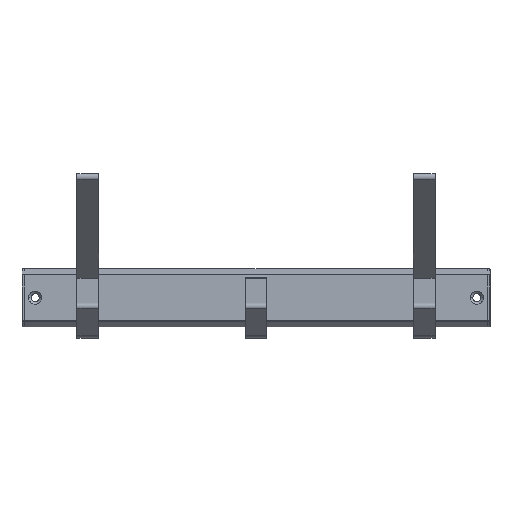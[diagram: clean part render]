
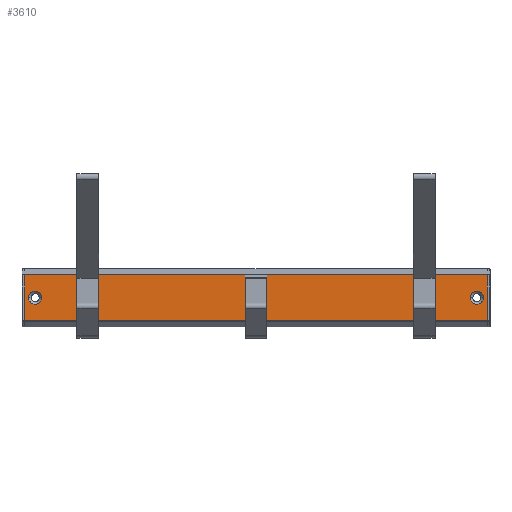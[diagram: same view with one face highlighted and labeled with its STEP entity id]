
A CAD part, top view. The second image highlights one B-rep face of the part: STEP entity #3610.
In plain terms, the highlighted planar face has unit normal (0, 0, 1).
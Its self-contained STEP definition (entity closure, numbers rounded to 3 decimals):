
#1120=CARTESIAN_POINT('',(0.,0.,9.));
#1130=DIRECTION('',(0.,0.,1.));
#1140=DIRECTION('',(1.,0.,0.));
#1150=AXIS2_PLACEMENT_3D('',#1120,#1130,#1140);
#1160=PLANE('',#1150);
#1170=CARTESIAN_POINT('',(-177.5,0.,9.));
#1180=DIRECTION('',(0.,-1.,0.));
#1190=VECTOR('',#1180,1.);
#1200=LINE('',#1170,#1190);
#1210=CARTESIAN_POINT('',(-177.5,-8.9,9.));
#1220=VERTEX_POINT('',#1210);
#1230=CARTESIAN_POINT('',(-177.5,-13.1,9.));
#1240=VERTEX_POINT('',#1230);
#1250=EDGE_CURVE('',#1220,#1240,#1200,.T.);
#1260=ORIENTED_EDGE('',*,*,#1250,.F.);
#1270=CARTESIAN_POINT('',(10.,-13.1,9.));
#1280=DIRECTION('',(-1.,0.,0.));
#1290=VECTOR('',#1280,1.);
#1300=LINE('',#1270,#1290);
#1310=CARTESIAN_POINT('',(-162.5,-13.1,9.));
#1320=VERTEX_POINT('',#1310);
#1330=EDGE_CURVE('',#1320,#1240,#1300,.T.);
#1340=ORIENTED_EDGE('',*,*,#1330,.T.);
#1350=CARTESIAN_POINT('',(-162.5,0.,9.));
#1360=DIRECTION('',(0.,-1.,0.));
#1370=VECTOR('',#1360,1.);
#1380=LINE('',#1350,#1370);
#1390=CARTESIAN_POINT('',(-162.5,-8.9,9.));
#1400=VERTEX_POINT('',#1390);
#1410=EDGE_CURVE('',#1400,#1320,#1380,.T.);
#1420=ORIENTED_EDGE('',*,*,#1410,.T.);
#1430=CARTESIAN_POINT('',(10.,-8.9,9.));
#1440=DIRECTION('',(1.,0.,0.));
#1450=VECTOR('',#1440,1.);
#1460=LINE('',#1430,#1450);
#1470=EDGE_CURVE('',#1220,#1400,#1460,.T.);
#1480=ORIENTED_EDGE('',*,*,#1470,.T.);
#1490=EDGE_LOOP('',(#1480,#1420,#1340,#1260));
#1500=FACE_BOUND('',#1490,.T.);
#1510=CARTESIAN_POINT('',(-206.,0.,9.));
#1520=DIRECTION('',(0.,0.,1.));
#1530=DIRECTION('',(1.,0.,0.));
#1540=AXIS2_PLACEMENT_3D('',#1510,#1520,#1530);
#1550=CIRCLE('',#1540,4.5);
#1560=CARTESIAN_POINT('',(-201.5,0.,9.));
#1570=VERTEX_POINT('',#1560);
#1580=CARTESIAN_POINT('',(-210.5,0.,9.));
#1590=VERTEX_POINT('',#1580);
#1600=EDGE_CURVE('',#1570,#1590,#1550,.T.);
#1610=ORIENTED_EDGE('',*,*,#1600,.F.);
#1620=EDGE_CURVE('',#1590,#1570,#1550,.T.);
#1630=ORIENTED_EDGE('',*,*,#1620,.F.);
#1640=EDGE_LOOP('',(#1630,#1610));
#1650=FACE_BOUND('',#1640,.T.);
#1660=CARTESIAN_POINT('',(-162.5,13.1,9.));
#1670=VERTEX_POINT('',#1660);
#1680=CARTESIAN_POINT('',(-162.5,8.9,9.));
#1690=VERTEX_POINT('',#1680);
#1700=EDGE_CURVE('',#1670,#1690,#1380,.T.);
#1710=ORIENTED_EDGE('',*,*,#1700,.T.);
#1720=CARTESIAN_POINT('',(10.,13.1,9.));
#1730=DIRECTION('',(1.,0.,0.));
#1740=VECTOR('',#1730,1.);
#1750=LINE('',#1720,#1740);
#1760=CARTESIAN_POINT('',(-177.5,13.1,9.));
#1770=VERTEX_POINT('',#1760);
#1780=EDGE_CURVE('',#1770,#1670,#1750,.T.);
#1790=ORIENTED_EDGE('',*,*,#1780,.T.);
#1800=CARTESIAN_POINT('',(-177.5,8.9,9.));
#1810=VERTEX_POINT('',#1800);
#1820=EDGE_CURVE('',#1770,#1810,#1200,.T.);
#1830=ORIENTED_EDGE('',*,*,#1820,.F.);
#1840=CARTESIAN_POINT('',(10.,8.9,9.));
#1850=DIRECTION('',(-1.,0.,0.));
#1860=VECTOR('',#1850,1.);
#1870=LINE('',#1840,#1860);
#1880=EDGE_CURVE('',#1690,#1810,#1870,.T.);
#1890=ORIENTED_EDGE('',*,*,#1880,.T.);
#1900=EDGE_LOOP('',(#1890,#1830,#1790,#1710));
#1910=FACE_BOUND('',#1900,.T.);
#1920=CARTESIAN_POINT('',(0.,8.9,9.));
#1930=DIRECTION('',(-1.,0.,0.));
#1940=VECTOR('',#1930,1.);
#1950=LINE('',#1920,#1940);
#1960=CARTESIAN_POINT('',(67.5,8.9,9.));
#1970=VERTEX_POINT('',#1960);
#1980=CARTESIAN_POINT('',(52.5,8.9,9.));
#1990=VERTEX_POINT('',#1980);
#2000=EDGE_CURVE('',#1970,#1990,#1950,.T.);
#2010=ORIENTED_EDGE('',*,*,#2000,.T.);
#2020=CARTESIAN_POINT('',(67.5,0.,9.));
#2030=DIRECTION('',(0.,-1.,0.));
#2040=VECTOR('',#2030,1.);
#2050=LINE('',#2020,#2040);
#2060=CARTESIAN_POINT('',(67.5,13.1,9.));
#2070=VERTEX_POINT('',#2060);
#2080=EDGE_CURVE('',#2070,#1970,#2050,.T.);
#2090=ORIENTED_EDGE('',*,*,#2080,.T.);
#2100=CARTESIAN_POINT('',(0.,13.1,9.));
#2110=DIRECTION('',(1.,0.,0.));
#2120=VECTOR('',#2110,1.);
#2130=LINE('',#2100,#2120);
#2140=CARTESIAN_POINT('',(52.5,13.1,9.));
#2150=VERTEX_POINT('',#2140);
#2160=EDGE_CURVE('',#2150,#2070,#2130,.T.);
#2170=ORIENTED_EDGE('',*,*,#2160,.T.);
#2180=CARTESIAN_POINT('',(52.5,0.,9.));
#2190=DIRECTION('',(0.,-1.,0.));
#2200=VECTOR('',#2190,1.);
#2210=LINE('',#2180,#2200);
#2220=EDGE_CURVE('',#2150,#1990,#2210,.T.);
#2230=ORIENTED_EDGE('',*,*,#2220,.F.);
#2240=EDGE_LOOP('',(#2230,#2170,#2090,#2010));
#2250=FACE_BOUND('',#2240,.T.);
#2260=CARTESIAN_POINT('',(96.,0.,9.));
#2270=DIRECTION('',(0.,0.,-1.));
#2280=DIRECTION('',(-1.,0.,0.));
#2290=AXIS2_PLACEMENT_3D('',#2260,#2270,#2280);
#2300=CIRCLE('',#2290,4.5);
#2310=CARTESIAN_POINT('',(91.5,0.,9.));
#2320=VERTEX_POINT('',#2310);
#2330=CARTESIAN_POINT('',(100.5,0.,9.));
#2340=VERTEX_POINT('',#2330);
#2350=EDGE_CURVE('',#2320,#2340,#2300,.T.);
#2360=ORIENTED_EDGE('',*,*,#2350,.T.);
#2370=EDGE_CURVE('',#2340,#2320,#2300,.T.);
#2380=ORIENTED_EDGE('',*,*,#2370,.T.);
#2390=EDGE_LOOP('',(#2380,#2360));
#2400=FACE_BOUND('',#2390,.T.);
#2410=CARTESIAN_POINT('',(0.,-13.1,9.));
#2420=DIRECTION('',(-1.,0.,0.));
#2430=VECTOR('',#2420,1.);
#2440=LINE('',#2410,#2430);
#2450=CARTESIAN_POINT('',(67.5,-13.1,9.));
#2460=VERTEX_POINT('',#2450);
#2470=CARTESIAN_POINT('',(52.5,-13.1,9.));
#2480=VERTEX_POINT('',#2470);
#2490=EDGE_CURVE('',#2460,#2480,#2440,.T.);
#2500=ORIENTED_EDGE('',*,*,#2490,.T.);
#2510=CARTESIAN_POINT('',(67.5,-8.9,9.));
#2520=VERTEX_POINT('',#2510);
#2530=EDGE_CURVE('',#2520,#2460,#2050,.T.);
#2540=ORIENTED_EDGE('',*,*,#2530,.T.);
#2550=CARTESIAN_POINT('',(0.,-8.9,9.));
#2560=DIRECTION('',(1.,0.,0.));
#2570=VECTOR('',#2560,1.);
#2580=LINE('',#2550,#2570);
#2590=CARTESIAN_POINT('',(52.5,-8.9,9.));
#2600=VERTEX_POINT('',#2590);
#2610=EDGE_CURVE('',#2600,#2520,#2580,.T.);
#2620=ORIENTED_EDGE('',*,*,#2610,.T.);
#2630=EDGE_CURVE('',#2600,#2480,#2210,.T.);
#2640=ORIENTED_EDGE('',*,*,#2630,.F.);
#2650=EDGE_LOOP('',(#2640,#2620,#2540,#2500));
#2660=FACE_BOUND('',#2650,.T.);
#2670=CARTESIAN_POINT('',(5.,-13.1,9.));
#2680=DIRECTION('',(-1.,0.,0.));
#2690=VECTOR('',#2680,1.);
#2700=LINE('',#2670,#2690);
#2710=CARTESIAN_POINT('',(-47.5,-13.1,9.));
#2720=VERTEX_POINT('',#2710);
#2730=CARTESIAN_POINT('',(-62.5,-13.1,9.));
#2740=VERTEX_POINT('',#2730);
#2750=EDGE_CURVE('',#2720,#2740,#2700,.T.);
#2760=ORIENTED_EDGE('',*,*,#2750,.T.);
#2770=CARTESIAN_POINT('',(-47.5,0.,9.));
#2780=DIRECTION('',(0.,-1.,0.));
#2790=VECTOR('',#2780,1.);
#2800=LINE('',#2770,#2790);
#2810=CARTESIAN_POINT('',(-47.5,-8.9,9.));
#2820=VERTEX_POINT('',#2810);
#2830=EDGE_CURVE('',#2820,#2720,#2800,.T.);
#2840=ORIENTED_EDGE('',*,*,#2830,.T.);
#2850=CARTESIAN_POINT('',(5.,-8.9,9.));
#2860=DIRECTION('',(1.,0.,0.));
#2870=VECTOR('',#2860,1.);
#2880=LINE('',#2850,#2870);
#2890=CARTESIAN_POINT('',(-62.5,-8.9,9.));
#2900=VERTEX_POINT('',#2890);
#2910=EDGE_CURVE('',#2900,#2820,#2880,.T.);
#2920=ORIENTED_EDGE('',*,*,#2910,.T.);
#2930=CARTESIAN_POINT('',(-62.5,0.,9.));
#2940=DIRECTION('',(0.,-1.,0.));
#2950=VECTOR('',#2940,1.);
#2960=LINE('',#2930,#2950);
#2970=EDGE_CURVE('',#2900,#2740,#2960,.T.);
#2980=ORIENTED_EDGE('',*,*,#2970,.F.);
#2990=EDGE_LOOP('',(#2980,#2920,#2840,#2760));
#3000=FACE_BOUND('',#2990,.T.);
#3010=CARTESIAN_POINT('',(-62.5,13.1,9.));
#3020=VERTEX_POINT('',#3010);
#3030=CARTESIAN_POINT('',(-62.5,8.9,9.));
#3040=VERTEX_POINT('',#3030);
#3050=EDGE_CURVE('',#3020,#3040,#2960,.T.);
#3060=ORIENTED_EDGE('',*,*,#3050,.F.);
#3070=CARTESIAN_POINT('',(5.,8.9,9.));
#3080=DIRECTION('',(-1.,0.,0.));
#3090=VECTOR('',#3080,1.);
#3100=LINE('',#3070,#3090);
#3110=CARTESIAN_POINT('',(-47.5,8.9,9.));
#3120=VERTEX_POINT('',#3110);
#3130=EDGE_CURVE('',#3120,#3040,#3100,.T.);
#3140=ORIENTED_EDGE('',*,*,#3130,.T.);
#3150=CARTESIAN_POINT('',(-47.5,13.1,9.));
#3160=VERTEX_POINT('',#3150);
#3170=EDGE_CURVE('',#3160,#3120,#2800,.T.);
#3180=ORIENTED_EDGE('',*,*,#3170,.T.);
#3190=CARTESIAN_POINT('',(5.,13.1,9.));
#3200=DIRECTION('',(1.,0.,0.));
#3210=VECTOR('',#3200,1.);
#3220=LINE('',#3190,#3210);
#3230=EDGE_CURVE('',#3020,#3160,#3220,.T.);
#3240=ORIENTED_EDGE('',*,*,#3230,.T.);
#3250=EDGE_LOOP('',(#3240,#3180,#3140,#3060));
#3260=FACE_BOUND('',#3250,.T.);
#3270=CARTESIAN_POINT('',(103.,0.,9.));
#3280=DIRECTION('',(0.,1.,0.));
#3290=VECTOR('',#3280,1.);
#3300=LINE('',#3270,#3290);
#3310=CARTESIAN_POINT('',(103.,-15.706,9.));
#3320=VERTEX_POINT('',#3310);
#3330=CARTESIAN_POINT('',(103.,15.706,9.));
#3340=VERTEX_POINT('',#3330);
#3350=EDGE_CURVE('',#3320,#3340,#3300,.T.);
#3360=ORIENTED_EDGE('',*,*,#3350,.T.);
#3370=CARTESIAN_POINT('',(0.,-15.706,9.));
#3380=DIRECTION('',(1.,0.,0.));
#3390=VECTOR('',#3380,1.);
#3400=LINE('',#3370,#3390);
#3410=CARTESIAN_POINT('',(-213.,-15.706,9.));
#3420=VERTEX_POINT('',#3410);
#3430=EDGE_CURVE('',#3420,#3320,#3400,.T.);
#3440=ORIENTED_EDGE('',*,*,#3430,.T.);
#3450=CARTESIAN_POINT('',(-213.,0.,9.));
#3460=DIRECTION('',(0.,1.,0.));
#3470=VECTOR('',#3460,1.);
#3480=LINE('',#3450,#3470);
#3490=CARTESIAN_POINT('',(-213.,15.706,9.));
#3500=VERTEX_POINT('',#3490);
#3510=EDGE_CURVE('',#3420,#3500,#3480,.T.);
#3520=ORIENTED_EDGE('',*,*,#3510,.F.);
#3530=CARTESIAN_POINT('',(0.,15.706,9.));
#3540=DIRECTION('',(1.,0.,0.));
#3550=VECTOR('',#3540,1.);
#3560=LINE('',#3530,#3550);
#3570=EDGE_CURVE('',#3500,#3340,#3560,.T.);
#3580=ORIENTED_EDGE('',*,*,#3570,.F.);
#3590=EDGE_LOOP('',(#3580,#3520,#3440,#3360));
#3600=FACE_OUTER_BOUND('',#3590,.T.);
#3610=ADVANCED_FACE('',(#1500,#1650,#1910,#2250,#2400,#2660,#3000,#3260,
#3600),#1160,.T.);
